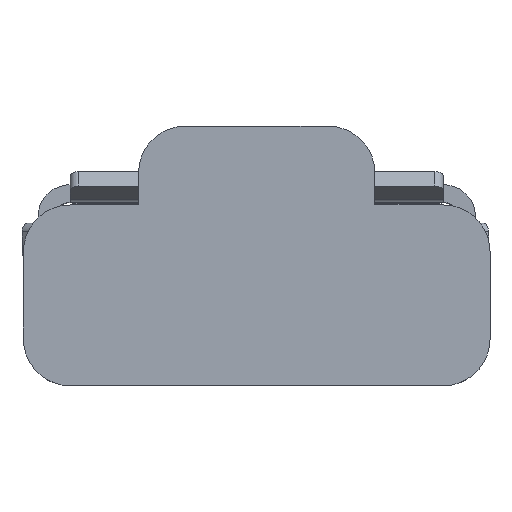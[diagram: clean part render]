
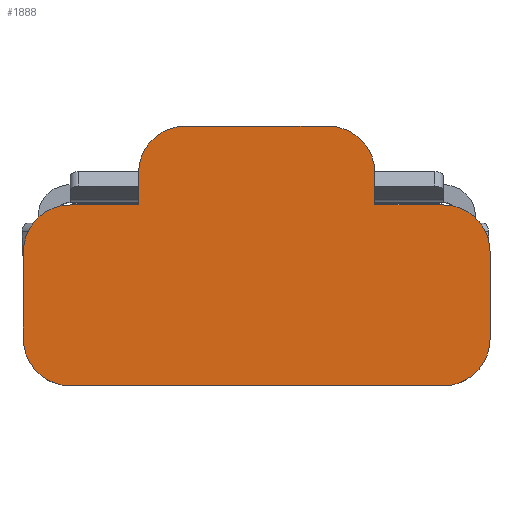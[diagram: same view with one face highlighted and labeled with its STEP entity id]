
A CAD part, top view. The second image highlights one B-rep face of the part: STEP entity #1888.
In plain terms, the highlighted planar face has unit normal (0, 0, 1).
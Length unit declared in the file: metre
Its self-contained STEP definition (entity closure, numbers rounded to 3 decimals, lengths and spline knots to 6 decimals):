
#1886 = EDGE_CURVE( '', #5190, #5191, #5192, .T. );
#1888 = ADVANCED_FACE( '', ( #5194 ), #5195, .T. );
#2166 = EDGE_CURVE( '', #5672, #5683, #5684, .T. );
#2168 = EDGE_CURVE( '', #5191, #5686, #5687, .T. );
#2174 = EDGE_CURVE( '', #5696, #5190, #5697, .T. );
#2292 = EDGE_CURVE( '', #5894, #5187, #5895, .T. );
#2752 = EDGE_CURVE( '', #5696, #6600, #6601, .T. );
#3024 = EDGE_CURVE( '', #6982, #6873, #6983, .T. );
#3228 = EDGE_CURVE( '', #7250, #7251, #7252, .T. );
#3324 = EDGE_CURVE( '', #7250, #5686, #7377, .T. );
#3840 = EDGE_CURVE( '', #7251, #6982, #8032, .T. );
#4080 = EDGE_CURVE( '', #6873, #5683, #8328, .T. );
#4088 = EDGE_CURVE( '', #5672, #5894, #8337, .T. );
#4112 = EDGE_CURVE( '', #5187, #8349, #8363, .T. );
#4186 = EDGE_CURVE( '', #8349, #6600, #8447, .T. );
#5187 = VERTEX_POINT( '', #9621 );
#5190 = VERTEX_POINT( '', #9626 );
#5191 = VERTEX_POINT( '', #9627 );
#5192 = LINE( '', #9628, #9629 );
#5194 = FACE_OUTER_BOUND( '', #9631, .T. );
#5195 = PLANE( '', #9632 );
#5672 = VERTEX_POINT( '', #10313 );
#5683 = VERTEX_POINT( '', #10326 );
#5684 = LINE( '', #10327, #10328 );
#5686 = VERTEX_POINT( '', #10331 );
#5687 = CIRCLE( '', #10332, 0.0008 );
#5696 = VERTEX_POINT( '', #10344 );
#5697 = CIRCLE( '', #10345, 0.0008 );
#5894 = VERTEX_POINT( '', #10612 );
#5895 = LINE( '', #10613, #10614 );
#6600 = VERTEX_POINT( '', #11621 );
#6601 = LINE( '', #11622, #11623 );
#6873 = VERTEX_POINT( '', #12017 );
#6982 = VERTEX_POINT( '', #12170 );
#6983 = LINE( '', #12171, #12172 );
#7250 = VERTEX_POINT( '', #12576 );
#7251 = VERTEX_POINT( '', #12577 );
#7252 = CIRCLE( '', #12578, 0.0008 );
#7377 = LINE( '', #12773, #12774 );
#8032 = LINE( '', #13769, #13770 );
#8328 = CIRCLE( '', #14209, 0.0008 );
#8337 = CIRCLE( '', #14223, 0.0008 );
#8349 = VERTEX_POINT( '', #14244 );
#8363 = LINE( '', #14268, #14269 );
#8447 = CIRCLE( '', #14403, 0.0008 );
#9621 = CARTESIAN_POINT( '', ( -0.002025, 0.000191, 0.00745 ) );
#9626 = CARTESIAN_POINT( '', ( -0.0032, -0.002909, 0.00745 ) );
#9627 = CARTESIAN_POINT( '', ( 0.0032, -0.002909, 0.00745 ) );
#9628 = CARTESIAN_POINT( '', ( -0.0032, -0.002909, 0.00745 ) );
#9629 = VECTOR( '', #15647, 1. );
#9631 = EDGE_LOOP( '', ( #15649, #15650, #15651, #15652, #15653, #15654, #15655, #15656, #15657, #15658, #15659, #15660, #15661, #15662 ) );
#9632 = AXIS2_PLACEMENT_3D( '', #15663, #15664, #15665 );
#10313 = CARTESIAN_POINT( '', ( -0.001225, 0.001541, 0.00745 ) );
#10326 = CARTESIAN_POINT( '', ( 0.001225, 0.001541, 0.00745 ) );
#10327 = CARTESIAN_POINT( '', ( -0.001225, 0.001541, 0.00745 ) );
#10328 = VECTOR( '', #16108, 1. );
#10331 = CARTESIAN_POINT( '', ( 0.004, -0.002109, 0.00745 ) );
#10332 = AXIS2_PLACEMENT_3D( '', #16109, #16110, #16111 );
#10344 = CARTESIAN_POINT( '', ( -0.004, -0.002109, 0.00745 ) );
#10345 = AXIS2_PLACEMENT_3D( '', #16121, #16122, #16123 );
#10612 = CARTESIAN_POINT( '', ( -0.002025, 0.000741, 0.00745 ) );
#10613 = CARTESIAN_POINT( '', ( -0.002025, 0.000741, 0.00745 ) );
#10614 = VECTOR( '', #16414, 1. );
#11621 = CARTESIAN_POINT( '', ( -0.004, -0.000609, 0.00745 ) );
#11622 = CARTESIAN_POINT( '', ( -0.004, -0.002109, 0.00745 ) );
#11623 = VECTOR( '', #17155, 1. );
#12017 = CARTESIAN_POINT( '', ( 0.002025, 0.000741, 0.00745 ) );
#12170 = CARTESIAN_POINT( '', ( 0.002025, 0.000191, 0.00745 ) );
#12171 = CARTESIAN_POINT( '', ( 0.002025, 0.000191, 0.00745 ) );
#12172 = VECTOR( '', #17647, 1. );
#12576 = CARTESIAN_POINT( '', ( 0.004, -0.000609, 0.00745 ) );
#12577 = CARTESIAN_POINT( '', ( 0.0032, 0.000191, 0.00745 ) );
#12578 = AXIS2_PLACEMENT_3D( '', #17992, #17993, #17994 );
#12773 = CARTESIAN_POINT( '', ( 0.004, -0.000609, 0.00745 ) );
#12774 = VECTOR( '', #18138, 1. );
#13769 = CARTESIAN_POINT( '', ( 0.0032, 0.000191, 0.00745 ) );
#13770 = VECTOR( '', #19120, 1. );
#14209 = AXIS2_PLACEMENT_3D( '', #19607, #19608, #19609 );
#14223 = AXIS2_PLACEMENT_3D( '', #19620, #19621, #19622 );
#14244 = CARTESIAN_POINT( '', ( -0.0032, 0.000191, 0.00745 ) );
#14268 = CARTESIAN_POINT( '', ( -0.002025, 0.000191, 0.00745 ) );
#14269 = VECTOR( '', #19646, 1. );
#14403 = AXIS2_PLACEMENT_3D( '', #19756, #19757, #19758 );
#15647 = DIRECTION( '', ( 1., 0., 0. ) );
#15649 = ORIENTED_EDGE( '', *, *, #2168, .T. );
#15650 = ORIENTED_EDGE( '', *, *, #3324, .F. );
#15651 = ORIENTED_EDGE( '', *, *, #3228, .T. );
#15652 = ORIENTED_EDGE( '', *, *, #3840, .T. );
#15653 = ORIENTED_EDGE( '', *, *, #3024, .T. );
#15654 = ORIENTED_EDGE( '', *, *, #4080, .T. );
#15655 = ORIENTED_EDGE( '', *, *, #2166, .F. );
#15656 = ORIENTED_EDGE( '', *, *, #4088, .T. );
#15657 = ORIENTED_EDGE( '', *, *, #2292, .T. );
#15658 = ORIENTED_EDGE( '', *, *, #4112, .T. );
#15659 = ORIENTED_EDGE( '', *, *, #4186, .T. );
#15660 = ORIENTED_EDGE( '', *, *, #2752, .F. );
#15661 = ORIENTED_EDGE( '', *, *, #2174, .T. );
#15662 = ORIENTED_EDGE( '', *, *, #1886, .T. );
#15663 = CARTESIAN_POINT( '', ( 0.004, 0.000541, 0.00745 ) );
#15664 = DIRECTION( '', ( 0., 0., 1. ) );
#15665 = DIRECTION( '', ( 1., 0., 0. ) );
#16108 = DIRECTION( '', ( 1., 0., 0. ) );
#16109 = CARTESIAN_POINT( '', ( 0.0032, -0.002109, 0.00745 ) );
#16110 = DIRECTION( '', ( 0., 0., 1. ) );
#16111 = DIRECTION( '', ( 0., -1., 0. ) );
#16121 = CARTESIAN_POINT( '', ( -0.0032, -0.002109, 0.00745 ) );
#16122 = DIRECTION( '', ( 0., 0., 1. ) );
#16123 = DIRECTION( '', ( -1., 0., 0. ) );
#16414 = DIRECTION( '', ( 0., -1., 0. ) );
#17155 = DIRECTION( '', ( 0., 1., 0. ) );
#17647 = DIRECTION( '', ( 0., 1., 0. ) );
#17992 = CARTESIAN_POINT( '', ( 0.0032, -0.000609, 0.00745 ) );
#17993 = DIRECTION( '', ( 0., 0., 1. ) );
#17994 = DIRECTION( '', ( 1., 0., 0. ) );
#18138 = DIRECTION( '', ( 0., -1., 0. ) );
#19120 = DIRECTION( '', ( -1., 0., 0. ) );
#19607 = CARTESIAN_POINT( '', ( 0.001225, 0.000741, 0.00745 ) );
#19608 = DIRECTION( '', ( 0., 0., 1. ) );
#19609 = DIRECTION( '', ( 1., 0., 0. ) );
#19620 = CARTESIAN_POINT( '', ( -0.001225, 0.000741, 0.00745 ) );
#19621 = DIRECTION( '', ( 0., 0., 1. ) );
#19622 = DIRECTION( '', ( 0., 1., 0. ) );
#19646 = DIRECTION( '', ( -1., 0., 0. ) );
#19756 = CARTESIAN_POINT( '', ( -0.0032, -0.000609, 0.00745 ) );
#19757 = DIRECTION( '', ( 0., 0., 1. ) );
#19758 = DIRECTION( '', ( 0., 1., 0. ) );
